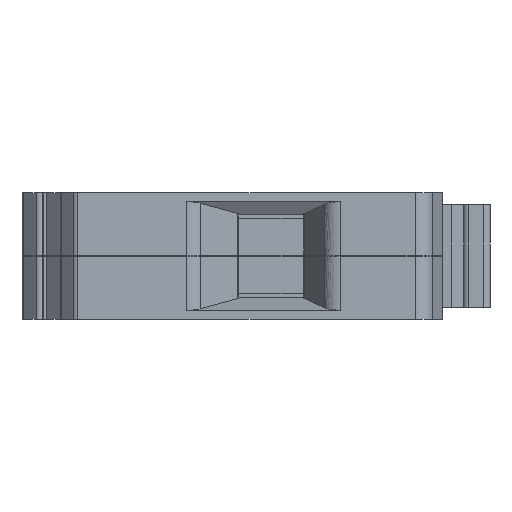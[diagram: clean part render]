
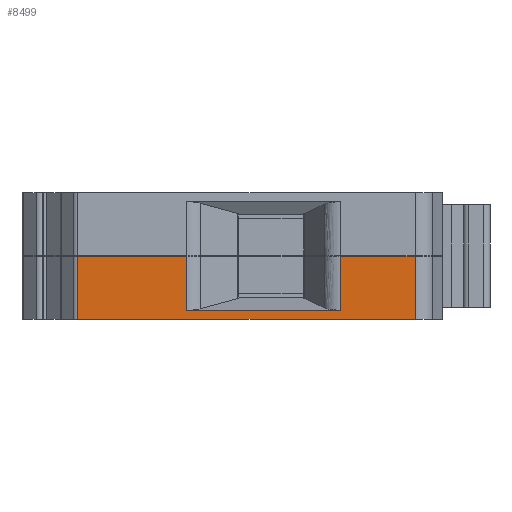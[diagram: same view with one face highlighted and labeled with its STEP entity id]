
A CAD part, left-side view. The second image highlights one B-rep face of the part: STEP entity #8499.
In plain terms, the highlighted planar face has unit normal (-1, 0, 0).
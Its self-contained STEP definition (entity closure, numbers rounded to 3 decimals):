
#120=PLANE('',#8858);
#630=ORIENTED_EDGE('',*,*,#2493,.F.);
#631=ORIENTED_EDGE('',*,*,#2494,.T.);
#632=ORIENTED_EDGE('',*,*,#2495,.T.);
#633=ORIENTED_EDGE('',*,*,#2496,.T.);
#634=ORIENTED_EDGE('',*,*,#2497,.F.);
#635=ORIENTED_EDGE('',*,*,#2498,.T.);
#636=ORIENTED_EDGE('',*,*,#2455,.T.);
#637=ORIENTED_EDGE('',*,*,#2499,.T.);
#2455=EDGE_CURVE('',#3379,#3377,#4006,.T.);
#2493=EDGE_CURVE('',#3415,#3416,#4035,.T.);
#2494=EDGE_CURVE('',#3415,#3417,#4036,.T.);
#2495=EDGE_CURVE('',#3417,#3418,#4037,.T.);
#2496=EDGE_CURVE('',#3418,#3419,#4038,.T.);
#2497=EDGE_CURVE('',#3420,#3419,#4039,.T.);
#2498=EDGE_CURVE('',#3420,#3379,#4040,.T.);
#2499=EDGE_CURVE('',#3377,#3416,#4041,.T.);
#3377=VERTEX_POINT('',#11251);
#3379=VERTEX_POINT('',#11254);
#3415=VERTEX_POINT('',#11330);
#3416=VERTEX_POINT('',#11331);
#3417=VERTEX_POINT('',#11333);
#3418=VERTEX_POINT('',#11335);
#3419=VERTEX_POINT('',#11337);
#3420=VERTEX_POINT('',#11339);
#4006=LINE('',#11253,#4724);
#4035=LINE('',#11329,#4753);
#4036=LINE('',#11332,#4754);
#4037=LINE('',#11334,#4755);
#4038=LINE('',#11336,#4756);
#4039=LINE('',#11338,#4757);
#4040=LINE('',#11340,#4758);
#4041=LINE('',#11341,#4759);
#4724=VECTOR('',#9484,1000.);
#4753=VECTOR('',#9535,1000.);
#4754=VECTOR('',#9536,1000.);
#4755=VECTOR('',#9537,1000.);
#4756=VECTOR('',#9538,1000.);
#4757=VECTOR('',#9539,1000.);
#4758=VECTOR('',#9540,1000.);
#4759=VECTOR('',#9541,1000.);
#5400=EDGE_LOOP('',(#630,#631,#632,#633,#634,#635,#636,#637));
#5760=FACE_BOUND('',#5400,.T.);
#8499=ADVANCED_FACE('',(#5760),#120,.F.);
#8858=AXIS2_PLACEMENT_3D('',#11328,#9533,#9534);
#9484=DIRECTION('',(0.,-1.,0.));
#9533=DIRECTION('',(1.,0.,0.));
#9534=DIRECTION('',(0.,1.,0.));
#9535=DIRECTION('',(0.,-1.,0.));
#9536=DIRECTION('',(0.,0.,-1.));
#9537=DIRECTION('',(0.,1.,0.));
#9538=DIRECTION('',(0.,0.,1.));
#9539=DIRECTION('',(0.,-1.,0.));
#9540=DIRECTION('',(0.,0.,-1.));
#9541=DIRECTION('',(0.,0.,1.));
#11251=CARTESIAN_POINT('',(-35.501,-25.738,0.));
#11253=CARTESIAN_POINT('',(-35.501,28.835,0.));
#11254=CARTESIAN_POINT('',(-35.501,28.835,0.));
#11328=CARTESIAN_POINT('',(-35.501,28.835,10.25));
#11329=CARTESIAN_POINT('',(-35.501,28.835,10.25));
#11330=CARTESIAN_POINT('',(-35.501,-13.733,10.25));
#11331=CARTESIAN_POINT('',(-35.501,-25.738,10.25));
#11332=CARTESIAN_POINT('',(-35.501,-13.733,10.25));
#11333=CARTESIAN_POINT('',(-35.501,-13.733,1.483));
#11334=CARTESIAN_POINT('',(-35.501,6.924,1.483));
#11335=CARTESIAN_POINT('',(-35.501,11.184,1.483));
#11336=CARTESIAN_POINT('',(-35.501,11.184,3.6));
#11337=CARTESIAN_POINT('',(-35.501,11.184,10.25));
#11338=CARTESIAN_POINT('',(-35.501,28.835,10.25));
#11339=CARTESIAN_POINT('',(-35.501,28.835,10.25));
#11340=CARTESIAN_POINT('',(-35.501,28.835,10.25));
#11341=CARTESIAN_POINT('',(-35.501,-25.738,-98.706));
